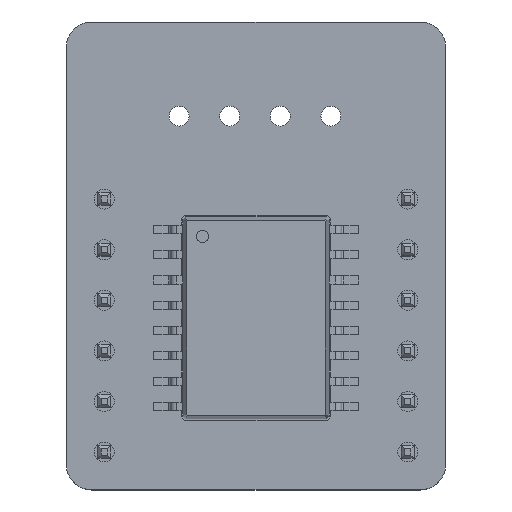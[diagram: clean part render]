
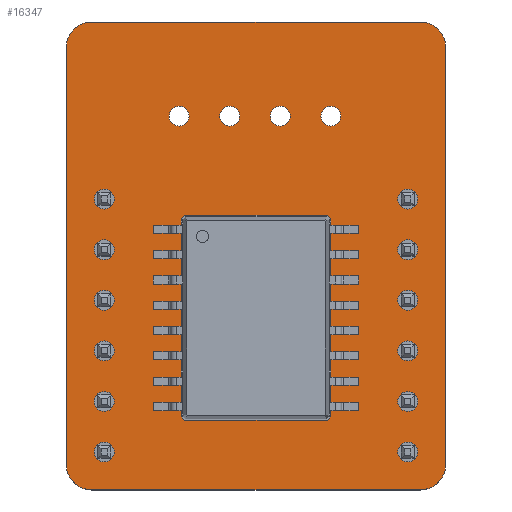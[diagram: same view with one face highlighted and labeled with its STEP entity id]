
A CAD part, top view. The second image highlights one B-rep face of the part: STEP entity #16347.
In plain terms, the highlighted planar face has unit normal (0, 0, 1).
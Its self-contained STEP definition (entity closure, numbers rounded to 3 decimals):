
#16022 = VERTEX_POINT('',#16023);
#16023 = CARTESIAN_POINT('',(92.075,-41.91,1.6));
#16029 = EDGE_CURVE('',#16022,#16030,#16032,.T.);
#16030 = VERTEX_POINT('',#16031);
#16031 = CARTESIAN_POINT('',(93.345,-43.18,1.6));
#16032 = CIRCLE('',#16033,1.27);
#16033 = AXIS2_PLACEMENT_3D('',#16034,#16035,#16036);
#16034 = CARTESIAN_POINT('',(92.075,-43.18,1.6));
#16035 = DIRECTION('',(0.,0.,-1.));
#16036 = DIRECTION('',(0.,1.,0.));
#16064 = VERTEX_POINT('',#16065);
#16065 = CARTESIAN_POINT('',(75.565,-41.91,1.6));
#16071 = EDGE_CURVE('',#16064,#16022,#16072,.T.);
#16072 = LINE('',#16073,#16074);
#16073 = CARTESIAN_POINT('',(75.565,-41.91,1.6));
#16074 = VECTOR('',#16075,1.);
#16075 = DIRECTION('',(1.,0.,0.));
#16093 = EDGE_CURVE('',#16030,#16094,#16096,.T.);
#16094 = VERTEX_POINT('',#16095);
#16095 = CARTESIAN_POINT('',(93.345,-64.135,1.6));
#16096 = LINE('',#16097,#16098);
#16097 = CARTESIAN_POINT('',(93.345,-43.18,1.6));
#16098 = VECTOR('',#16099,1.);
#16099 = DIRECTION('',(0.,-1.,0.));
#16347 = ADVANCED_FACE('',(#16348,#16394,#16405,#16416,#16427,#16438,
    #16449,#16460,#16471,#16482,#16493,#16504,#16515,#16526,#16537,
    #16548,#16559),#16570,.T.);
#16348 = FACE_BOUND('',#16349,.T.);
#16349 = EDGE_LOOP('',(#16350,#16351,#16352,#16361,#16369,#16378,#16386,
    #16393));
#16350 = ORIENTED_EDGE('',*,*,#16029,.F.);
#16351 = ORIENTED_EDGE('',*,*,#16071,.F.);
#16352 = ORIENTED_EDGE('',*,*,#16353,.F.);
#16353 = EDGE_CURVE('',#16354,#16064,#16356,.T.);
#16354 = VERTEX_POINT('',#16355);
#16355 = CARTESIAN_POINT('',(74.295,-43.18,1.6));
#16356 = CIRCLE('',#16357,1.27);
#16357 = AXIS2_PLACEMENT_3D('',#16358,#16359,#16360);
#16358 = CARTESIAN_POINT('',(75.565,-43.18,1.6));
#16359 = DIRECTION('',(0.,0.,-1.));
#16360 = DIRECTION('',(-1.,0.,-0.));
#16361 = ORIENTED_EDGE('',*,*,#16362,.F.);
#16362 = EDGE_CURVE('',#16363,#16354,#16365,.T.);
#16363 = VERTEX_POINT('',#16364);
#16364 = CARTESIAN_POINT('',(74.295,-64.135,1.6));
#16365 = LINE('',#16366,#16367);
#16366 = CARTESIAN_POINT('',(74.295,-64.135,1.6));
#16367 = VECTOR('',#16368,1.);
#16368 = DIRECTION('',(0.,1.,0.));
#16369 = ORIENTED_EDGE('',*,*,#16370,.F.);
#16370 = EDGE_CURVE('',#16371,#16363,#16373,.T.);
#16371 = VERTEX_POINT('',#16372);
#16372 = CARTESIAN_POINT('',(75.565,-65.405,1.6));
#16373 = CIRCLE('',#16374,1.27);
#16374 = AXIS2_PLACEMENT_3D('',#16375,#16376,#16377);
#16375 = CARTESIAN_POINT('',(75.565,-64.135,1.6));
#16376 = DIRECTION('',(0.,0.,-1.));
#16377 = DIRECTION('',(0.,-1.,0.));
#16378 = ORIENTED_EDGE('',*,*,#16379,.F.);
#16379 = EDGE_CURVE('',#16380,#16371,#16382,.T.);
#16380 = VERTEX_POINT('',#16381);
#16381 = CARTESIAN_POINT('',(92.075,-65.405,1.6));
#16382 = LINE('',#16383,#16384);
#16383 = CARTESIAN_POINT('',(92.075,-65.405,1.6));
#16384 = VECTOR('',#16385,1.);
#16385 = DIRECTION('',(-1.,0.,0.));
#16386 = ORIENTED_EDGE('',*,*,#16387,.F.);
#16387 = EDGE_CURVE('',#16094,#16380,#16388,.T.);
#16388 = CIRCLE('',#16389,1.27);
#16389 = AXIS2_PLACEMENT_3D('',#16390,#16391,#16392);
#16390 = CARTESIAN_POINT('',(92.075,-64.135,1.6));
#16391 = DIRECTION('',(0.,0.,-1.));
#16392 = DIRECTION('',(1.,0.,0.));
#16393 = ORIENTED_EDGE('',*,*,#16093,.F.);
#16394 = FACE_BOUND('',#16395,.T.);
#16395 = EDGE_LOOP('',(#16396));
#16396 = ORIENTED_EDGE('',*,*,#16397,.T.);
#16397 = EDGE_CURVE('',#16398,#16398,#16400,.T.);
#16398 = VERTEX_POINT('',#16399);
#16399 = CARTESIAN_POINT('',(76.2,-64.,1.6));
#16400 = CIRCLE('',#16401,0.5);
#16401 = AXIS2_PLACEMENT_3D('',#16402,#16403,#16404);
#16402 = CARTESIAN_POINT('',(76.2,-63.5,1.6));
#16403 = DIRECTION('',(-0.,0.,-1.));
#16404 = DIRECTION('',(-0.,-1.,0.));
#16405 = FACE_BOUND('',#16406,.T.);
#16406 = EDGE_LOOP('',(#16407));
#16407 = ORIENTED_EDGE('',*,*,#16408,.T.);
#16408 = EDGE_CURVE('',#16409,#16409,#16411,.T.);
#16409 = VERTEX_POINT('',#16410);
#16410 = CARTESIAN_POINT('',(76.2,-61.46,1.6));
#16411 = CIRCLE('',#16412,0.5);
#16412 = AXIS2_PLACEMENT_3D('',#16413,#16414,#16415);
#16413 = CARTESIAN_POINT('',(76.2,-60.96,1.6));
#16414 = DIRECTION('',(-0.,0.,-1.));
#16415 = DIRECTION('',(-0.,-1.,0.));
#16416 = FACE_BOUND('',#16417,.T.);
#16417 = EDGE_LOOP('',(#16418));
#16418 = ORIENTED_EDGE('',*,*,#16419,.T.);
#16419 = EDGE_CURVE('',#16420,#16420,#16422,.T.);
#16420 = VERTEX_POINT('',#16421);
#16421 = CARTESIAN_POINT('',(76.2,-58.92,1.6));
#16422 = CIRCLE('',#16423,0.5);
#16423 = AXIS2_PLACEMENT_3D('',#16424,#16425,#16426);
#16424 = CARTESIAN_POINT('',(76.2,-58.42,1.6));
#16425 = DIRECTION('',(-0.,0.,-1.));
#16426 = DIRECTION('',(-0.,-1.,0.));
#16427 = FACE_BOUND('',#16428,.T.);
#16428 = EDGE_LOOP('',(#16429));
#16429 = ORIENTED_EDGE('',*,*,#16430,.T.);
#16430 = EDGE_CURVE('',#16431,#16431,#16433,.T.);
#16431 = VERTEX_POINT('',#16432);
#16432 = CARTESIAN_POINT('',(76.2,-56.38,1.6));
#16433 = CIRCLE('',#16434,0.5);
#16434 = AXIS2_PLACEMENT_3D('',#16435,#16436,#16437);
#16435 = CARTESIAN_POINT('',(76.2,-55.88,1.6));
#16436 = DIRECTION('',(-0.,0.,-1.));
#16437 = DIRECTION('',(-0.,-1.,0.));
#16438 = FACE_BOUND('',#16439,.T.);
#16439 = EDGE_LOOP('',(#16440));
#16440 = ORIENTED_EDGE('',*,*,#16441,.T.);
#16441 = EDGE_CURVE('',#16442,#16442,#16444,.T.);
#16442 = VERTEX_POINT('',#16443);
#16443 = CARTESIAN_POINT('',(91.44,-64.,1.6));
#16444 = CIRCLE('',#16445,0.5);
#16445 = AXIS2_PLACEMENT_3D('',#16446,#16447,#16448);
#16446 = CARTESIAN_POINT('',(91.44,-63.5,1.6));
#16447 = DIRECTION('',(-0.,0.,-1.));
#16448 = DIRECTION('',(-0.,-1.,0.));
#16449 = FACE_BOUND('',#16450,.T.);
#16450 = EDGE_LOOP('',(#16451));
#16451 = ORIENTED_EDGE('',*,*,#16452,.T.);
#16452 = EDGE_CURVE('',#16453,#16453,#16455,.T.);
#16453 = VERTEX_POINT('',#16454);
#16454 = CARTESIAN_POINT('',(91.44,-61.46,1.6));
#16455 = CIRCLE('',#16456,0.5);
#16456 = AXIS2_PLACEMENT_3D('',#16457,#16458,#16459);
#16457 = CARTESIAN_POINT('',(91.44,-60.96,1.6));
#16458 = DIRECTION('',(-0.,0.,-1.));
#16459 = DIRECTION('',(-0.,-1.,0.));
#16460 = FACE_BOUND('',#16461,.T.);
#16461 = EDGE_LOOP('',(#16462));
#16462 = ORIENTED_EDGE('',*,*,#16463,.T.);
#16463 = EDGE_CURVE('',#16464,#16464,#16466,.T.);
#16464 = VERTEX_POINT('',#16465);
#16465 = CARTESIAN_POINT('',(91.44,-58.92,1.6));
#16466 = CIRCLE('',#16467,0.5);
#16467 = AXIS2_PLACEMENT_3D('',#16468,#16469,#16470);
#16468 = CARTESIAN_POINT('',(91.44,-58.42,1.6));
#16469 = DIRECTION('',(-0.,0.,-1.));
#16470 = DIRECTION('',(-0.,-1.,0.));
#16471 = FACE_BOUND('',#16472,.T.);
#16472 = EDGE_LOOP('',(#16473));
#16473 = ORIENTED_EDGE('',*,*,#16474,.T.);
#16474 = EDGE_CURVE('',#16475,#16475,#16477,.T.);
#16475 = VERTEX_POINT('',#16476);
#16476 = CARTESIAN_POINT('',(91.44,-56.38,1.6));
#16477 = CIRCLE('',#16478,0.5);
#16478 = AXIS2_PLACEMENT_3D('',#16479,#16480,#16481);
#16479 = CARTESIAN_POINT('',(91.44,-55.88,1.6));
#16480 = DIRECTION('',(-0.,0.,-1.));
#16481 = DIRECTION('',(-0.,-1.,0.));
#16482 = FACE_BOUND('',#16483,.T.);
#16483 = EDGE_LOOP('',(#16484));
#16484 = ORIENTED_EDGE('',*,*,#16485,.T.);
#16485 = EDGE_CURVE('',#16486,#16486,#16488,.T.);
#16486 = VERTEX_POINT('',#16487);
#16487 = CARTESIAN_POINT('',(76.2,-53.84,1.6));
#16488 = CIRCLE('',#16489,0.5);
#16489 = AXIS2_PLACEMENT_3D('',#16490,#16491,#16492);
#16490 = CARTESIAN_POINT('',(76.2,-53.34,1.6));
#16491 = DIRECTION('',(-0.,0.,-1.));
#16492 = DIRECTION('',(-0.,-1.,0.));
#16493 = FACE_BOUND('',#16494,.T.);
#16494 = EDGE_LOOP('',(#16495));
#16495 = ORIENTED_EDGE('',*,*,#16496,.T.);
#16496 = EDGE_CURVE('',#16497,#16497,#16499,.T.);
#16497 = VERTEX_POINT('',#16498);
#16498 = CARTESIAN_POINT('',(76.2,-51.3,1.6));
#16499 = CIRCLE('',#16500,0.5);
#16500 = AXIS2_PLACEMENT_3D('',#16501,#16502,#16503);
#16501 = CARTESIAN_POINT('',(76.2,-50.8,1.6));
#16502 = DIRECTION('',(-0.,0.,-1.));
#16503 = DIRECTION('',(-0.,-1.,0.));
#16504 = FACE_BOUND('',#16505,.T.);
#16505 = EDGE_LOOP('',(#16506));
#16506 = ORIENTED_EDGE('',*,*,#16507,.T.);
#16507 = EDGE_CURVE('',#16508,#16508,#16510,.T.);
#16508 = VERTEX_POINT('',#16509);
#16509 = CARTESIAN_POINT('',(79.959,-47.134,1.6));
#16510 = CIRCLE('',#16511,0.5);
#16511 = AXIS2_PLACEMENT_3D('',#16512,#16513,#16514);
#16512 = CARTESIAN_POINT('',(79.959,-46.634,1.6));
#16513 = DIRECTION('',(-0.,0.,-1.));
#16514 = DIRECTION('',(-0.,-1.,0.));
#16515 = FACE_BOUND('',#16516,.T.);
#16516 = EDGE_LOOP('',(#16517));
#16517 = ORIENTED_EDGE('',*,*,#16518,.T.);
#16518 = EDGE_CURVE('',#16519,#16519,#16521,.T.);
#16519 = VERTEX_POINT('',#16520);
#16520 = CARTESIAN_POINT('',(82.499,-47.134,1.6));
#16521 = CIRCLE('',#16522,0.5);
#16522 = AXIS2_PLACEMENT_3D('',#16523,#16524,#16525);
#16523 = CARTESIAN_POINT('',(82.499,-46.634,1.6));
#16524 = DIRECTION('',(-0.,0.,-1.));
#16525 = DIRECTION('',(-0.,-1.,0.));
#16526 = FACE_BOUND('',#16527,.T.);
#16527 = EDGE_LOOP('',(#16528));
#16528 = ORIENTED_EDGE('',*,*,#16529,.T.);
#16529 = EDGE_CURVE('',#16530,#16530,#16532,.T.);
#16530 = VERTEX_POINT('',#16531);
#16531 = CARTESIAN_POINT('',(91.44,-53.84,1.6));
#16532 = CIRCLE('',#16533,0.5);
#16533 = AXIS2_PLACEMENT_3D('',#16534,#16535,#16536);
#16534 = CARTESIAN_POINT('',(91.44,-53.34,1.6));
#16535 = DIRECTION('',(-0.,0.,-1.));
#16536 = DIRECTION('',(-0.,-1.,0.));
#16537 = FACE_BOUND('',#16538,.T.);
#16538 = EDGE_LOOP('',(#16539));
#16539 = ORIENTED_EDGE('',*,*,#16540,.T.);
#16540 = EDGE_CURVE('',#16541,#16541,#16543,.T.);
#16541 = VERTEX_POINT('',#16542);
#16542 = CARTESIAN_POINT('',(91.44,-51.3,1.6));
#16543 = CIRCLE('',#16544,0.5);
#16544 = AXIS2_PLACEMENT_3D('',#16545,#16546,#16547);
#16545 = CARTESIAN_POINT('',(91.44,-50.8,1.6));
#16546 = DIRECTION('',(-0.,0.,-1.));
#16547 = DIRECTION('',(-0.,-1.,0.));
#16548 = FACE_BOUND('',#16549,.T.);
#16549 = EDGE_LOOP('',(#16550));
#16550 = ORIENTED_EDGE('',*,*,#16551,.T.);
#16551 = EDGE_CURVE('',#16552,#16552,#16554,.T.);
#16552 = VERTEX_POINT('',#16553);
#16553 = CARTESIAN_POINT('',(85.039,-47.134,1.6));
#16554 = CIRCLE('',#16555,0.5);
#16555 = AXIS2_PLACEMENT_3D('',#16556,#16557,#16558);
#16556 = CARTESIAN_POINT('',(85.039,-46.634,1.6));
#16557 = DIRECTION('',(-0.,0.,-1.));
#16558 = DIRECTION('',(-0.,-1.,0.));
#16559 = FACE_BOUND('',#16560,.T.);
#16560 = EDGE_LOOP('',(#16561));
#16561 = ORIENTED_EDGE('',*,*,#16562,.T.);
#16562 = EDGE_CURVE('',#16563,#16563,#16565,.T.);
#16563 = VERTEX_POINT('',#16564);
#16564 = CARTESIAN_POINT('',(87.579,-47.134,1.6));
#16565 = CIRCLE('',#16566,0.5);
#16566 = AXIS2_PLACEMENT_3D('',#16567,#16568,#16569);
#16567 = CARTESIAN_POINT('',(87.579,-46.634,1.6));
#16568 = DIRECTION('',(-0.,0.,-1.));
#16569 = DIRECTION('',(-0.,-1.,0.));
#16570 = PLANE('',#16571);
#16571 = AXIS2_PLACEMENT_3D('',#16572,#16573,#16574);
#16572 = CARTESIAN_POINT('',(0.,0.,1.6));
#16573 = DIRECTION('',(0.,0.,1.));
#16574 = DIRECTION('',(1.,0.,-0.));
